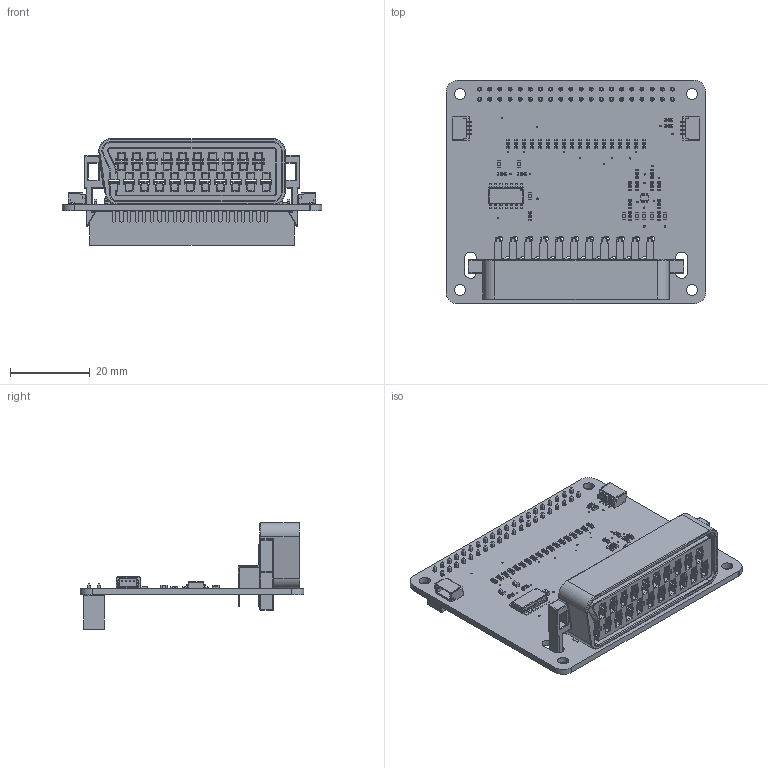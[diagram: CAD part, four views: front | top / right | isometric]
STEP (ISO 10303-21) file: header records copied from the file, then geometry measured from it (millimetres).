
FILE_DESCRIPTION(/* description */ (''),/* implementation_level */ '2;1');
FILE_NAME(/* name */ 'RGBS2140N_A0.step',/* time_stamp */ '2022-01-24T12:04:05+01:00',/* author */ (''),/* organization */ (''),/* preprocessor_version */ 'ST-DEVELOPER v18.1',/* originating_system */ 'Autodesk Translation Framework v10.10.0.1391',/* authorisation */ '');
FILE_SCHEMA (('AUTOMOTIVE_DESIGN { 1 0 10303 214 3 1 1 }'));
Products named in the file (14): RGBS2140N_A00; Board; Packages; SO14; SOT65P210X110-6N; 0603-CAP; 1X04_1MM_RA; 1X04_1MM_RA (1); 0603-RES; 0603-RES (1); 0603-RES (2); FIDUCIAL_1MM; SCART-F; RASPI_BOARD_B+HAT
Assembly tree (52 placements, depth 3):
  RGBS2140N_A00
    Board
    Packages
      SO14
      SOT65P210X110-6N
      0603-CAP  x8
      1X04_1MM_RA
      1X04_1MM_RA (1)
      0603-RES
      0603-RES (1)
      0603-RES (2)  x31
      FIDUCIAL_1MM  x3
      SCART-F
      RASPI_BOARD_B+HAT
Bounding box: 65 x 56 x 26.66 mm (x, y, z)
Volume: 13865.8 mm3; surface area: 20651.3 mm2
Topology: 348 solids, 348 shells, 9102 faces, 23491 edges, 15114 vertices
Faces by surface type: bspline 3831, plane 3741, cylinder 1410, sphere 80, torus 40
Full cylindrical faces by diameter (mm): 0.3 x25, 0.406 x10, 1 x40, 1.321 x21, 2.75 x4
Entity records: 131243 total; most frequent: CARTESIAN_POINT 29058, ORIENTED_EDGE 21390, DIRECTION 19844, EDGE_CURVE 10695, LINE 7828, VECTOR 7828, VERTEX_POINT 6842, AXIS2_PLACEMENT_3D 6008
